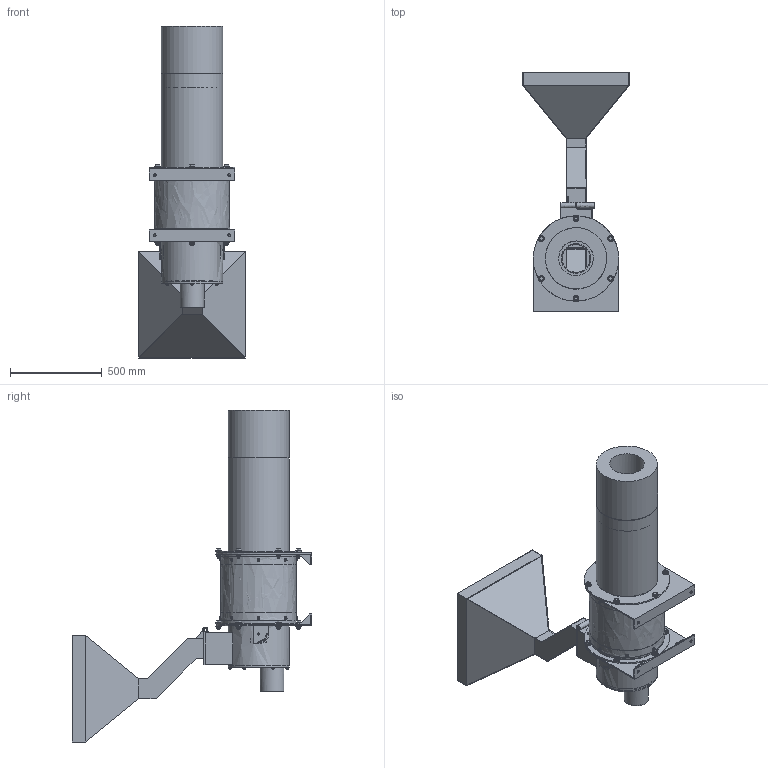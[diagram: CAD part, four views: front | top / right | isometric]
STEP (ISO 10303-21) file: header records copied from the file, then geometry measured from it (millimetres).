
FILE_DESCRIPTION(('FreeCAD Model'),'2;1');
FILE_NAME('Open CASCADE Shape Model','2025-05-07T17:56:06',('FreeCAD'),( 'FreeCAD'),'Open CASCADE STEP processor 7.6','FreeCAD','Unknown');
FILE_SCHEMA(('AUTOMOTIVE_DESIGN { 1 0 10303 214 1 1 1 1 }'));
Products named in the file (1): Open CASCADE STEP translator 7.6 1
Bounding box: 581.43 x 1308.22 x 1809.71 mm (x, y, z)
Volume: 55457621 mm3; surface area: 10536780.5 mm2
Topology: 54 solids, 54 shells, 1319 faces, 3386 edges, 2159 vertices
Faces by surface type: bspline 1319
Entity records: 48240 total; most frequent: CARTESIAN_POINT 28802, ORIENTED_EDGE 6704, EDGE_CURVE 3352, VERTEX_POINT 2142, FACE_BOUND 1871, EDGE_LOOP 1871, B_SPLINE_CURVE_WITH_KNOTS 1403, ADVANCED_FACE 1319
